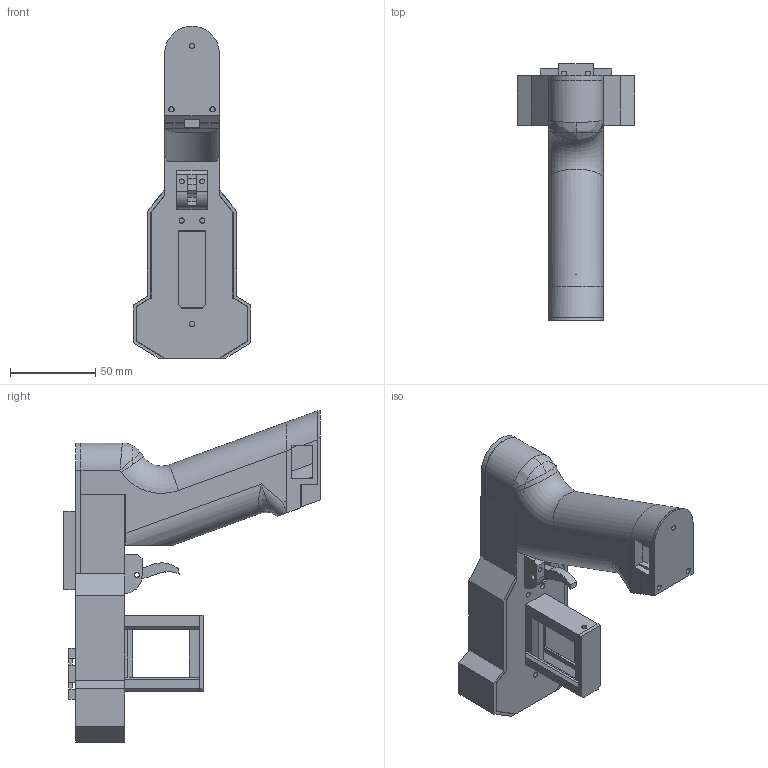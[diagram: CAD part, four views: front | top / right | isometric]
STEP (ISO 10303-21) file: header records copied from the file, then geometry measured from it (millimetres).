
FILE_DESCRIPTION(/* description */ (''),/* implementation_level */ '2;1');
FILE_NAME(/* name */ 'Maccaronikanone.step',/* time_stamp */ '2024-07-16T20:51:22+02:00',/* author */ ('Lukas'),/* organization */ (''),/* preprocessor_version */ 'ST-DEVELOPER v18.1',/* originating_system */ 'Autodesk Inventor 2021',/* authorisation */ '');
FILE_SCHEMA (('AUTOMOTIVE_DESIGN { 1 0 10303 214 3 1 1 }'));
Length unit declared in the file: millimetre
Products named in the file (21): Maccaronikanone; Griff_rechts; Maccaroni; Motor_holder; Motor_18mm; Antriebsrad; Magazin; Magazin_Stössel; Magazin_Stössel_1; Griff_rechts_1; Hammer_Halter; Abzug; Hammer; Abzughalter; Top_Lid; Stiftleiste_Halter; Stiftleiste_3Pin; ESC_Halter; Arduinohalter; Hauptschalter; Ladesteckerhalter
Assembly tree (24 placements, depth 2):
  Maccaronikanone
    Griff_rechts
    Maccaroni
    Motor_holder
    Motor_18mm  x2
    Antriebsrad  x2
    Magazin
    Magazin_Stössel
    Magazin_Stössel_1
    Griff_rechts_1
    Hammer_Halter
    Abzug
    Hammer
    Abzughalter
    Top_Lid
    Stiftleiste_Halter  x2
    Stiftleiste_3Pin  x2
    ESC_Halter
    Arduinohalter
    Hauptschalter
    Ladesteckerhalter
Bounding box: 69 x 150.53 x 194.56 mm (x, y, z)
Volume: 242079.7 mm3; surface area: 148071.5 mm2
Topology: 24 solids, 24 shells, 926 faces, 2557 edges, 1727 vertices
Faces by surface type: plane 734, cylinder 164, bspline 16, cone 5, torus 5, sphere 2
Full cylindrical faces by diameter (mm): 2 x12, 2.2 x10, 2.5 x3, 2.8 x35, 3.2 x38, 4 x1, 4.3 x2, 4.5 x8, 5.1 x2, 5.5 x2, 6 x4, 7 x2, 8.2 x1, 10 x1, 14 x1, 18.1 x2, 18.15 x2
Entity records: 25163 total; most frequent: CARTESIAN_POINT 4641, ORIENTED_EDGE 4066, DIRECTION 4026, EDGE_CURVE 2033, LINE 1532, VECTOR 1532, VERTEX_POINT 1380, AXIS2_PLACEMENT_3D 1247
